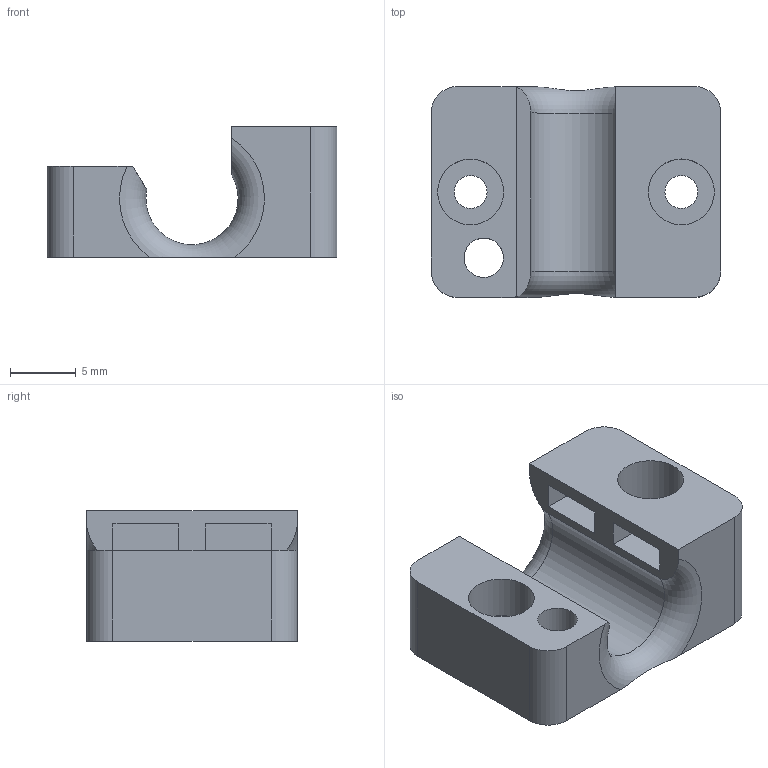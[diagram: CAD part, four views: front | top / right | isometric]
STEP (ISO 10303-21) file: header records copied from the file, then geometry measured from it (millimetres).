
FILE_DESCRIPTION(/* description */ (''),/* implementation_level */ '2;1');
FILE_NAME(/* name */ 'dragon_neck_ethernet_guide_bottom.step',/* time_stamp */ '2023-02-05T13:09:08-08:00',/* author */ (''),/* organization */ (''),/* preprocessor_version */ 'ST-DEVELOPER v19.2',/* originating_system */ 'Autodesk Translation Framework v11.17.0.187',/* authorisation */ '');
FILE_SCHEMA (('AUTOMOTIVE_DESIGN { 1 0 10303 214 3 1 1 }'));
Length unit declared in the file: millimetre
Products named in the file (1): dragon_neck_ethernet_guide_bottom
Bounding box: 22 x 16 x 9.9 mm (x, y, z)
Volume: 1828 mm3; surface area: 1696.6 mm2
Topology: 1 solids, 1 shells, 48 faces, 121 edges, 79 vertices
Faces by surface type: plane 35, cylinder 11, torus 2
Full cylindrical faces by diameter (mm): 2.5 x2, 3 x1, 5 x3
Entity records: 1548 total; most frequent: CARTESIAN_POINT 323, DIRECTION 244, ORIENTED_EDGE 242, EDGE_CURVE 121, AXIS2_PLACEMENT_3D 82, LINE 80, VECTOR 80, VERTEX_POINT 79
